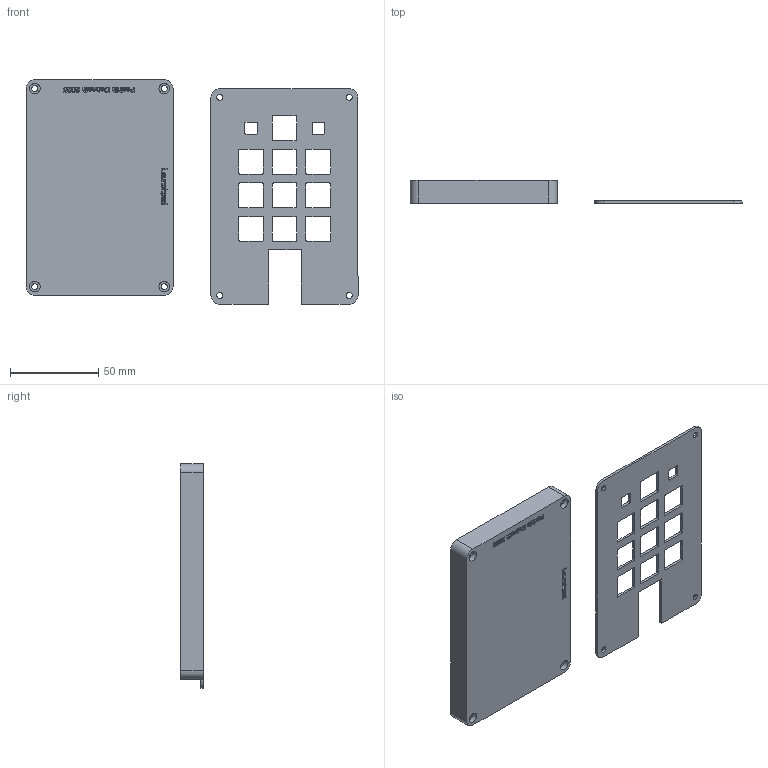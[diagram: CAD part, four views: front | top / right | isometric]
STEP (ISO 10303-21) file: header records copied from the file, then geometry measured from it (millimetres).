
FILE_DESCRIPTION(/* description */ (''),/* implementation_level */ '2;1');
FILE_NAME(/* name */ 'Full Launchpad.step',/* time_stamp */ '2025-12-07T01:04:53-05:00',/* author */ (''),/* organization */ (''),/* preprocessor_version */ 'ST-DEVELOPER v20.1',/* originating_system */ 'Autodesk Translation Framework v14.21.0.0',/* authorisation */ '');
FILE_SCHEMA (('AUTOMOTIVE_DESIGN { 1 0 10303 214 3 1 1 }'));
Length unit declared in the file: millimetre
Products named in the file (5): 2025-11-29-16-46-06-872; 2025-11-29-16-46-41-847; 2025-11-29-23-09-37-252; 2025-11-29-23-09-37-253; 2025-11-29-18-38-21-300
Assembly tree (4 placements, depth 4):
  2025-11-29-16-46-06-872
    2025-11-29-16-46-41-847
      2025-11-29-23-09-37-252
        2025-11-29-23-09-37-253
      2025-11-29-18-38-21-300
Bounding box: 188.48 x 13.02 x 127.43 mm (x, y, z)
Volume: 87541.4 mm3; surface area: 59566.7 mm2
Topology: 22 solids, 22 shells, 1242 faces, 3462 edges, 2308 vertices
Faces by surface type: bspline 676, plane 434, cylinder 132
Full cylindrical faces by diameter (mm): 0.889 x14, 1.5 x20, 1.7 x20, 3.4 x8, 4 x10, 6 x4
Entity records: 46486 total; most frequent: CARTESIAN_POINT 18513, ORIENTED_EDGE 6924, DIRECTION 3524, EDGE_CURVE 3462, VERTEX_POINT 2308, LINE 1846, VECTOR 1846, EDGE_LOOP 1470
